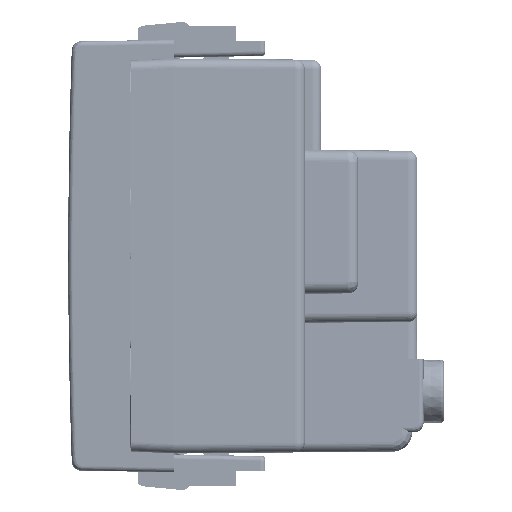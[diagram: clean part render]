
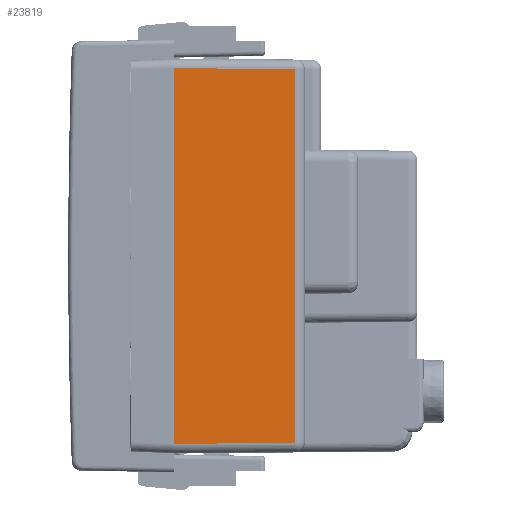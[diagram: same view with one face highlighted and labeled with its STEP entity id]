
A CAD part, left-side view. The second image highlights one B-rep face of the part: STEP entity #23819.
In plain terms, the highlighted face is planar.
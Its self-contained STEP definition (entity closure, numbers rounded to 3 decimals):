
#8294=DIRECTION('',(0.017,-0.009,1.));
#8295=VECTOR('',#8294,12.52);
#8296=CARTESIAN_POINT('',(32.782,-19.344,29.183));
#8297=LINE('',#8296,#8295);
#8298=DIRECTION('',(0.,1.,0.));
#8299=VECTOR('',#8298,38.907);
#8300=CARTESIAN_POINT('',(33.,-19.454,41.7));
#8301=LINE('',#8300,#8299);
#8302=DIRECTION('',(-0.017,-0.009,-1.));
#8303=VECTOR('',#8302,12.52);
#8304=CARTESIAN_POINT('',(33.,19.454,41.7));
#8305=LINE('',#8304,#8303);
#8306=DIRECTION('',(0.,-1.,0.));
#8307=VECTOR('',#8306,38.689);
#8308=CARTESIAN_POINT('',(32.782,19.344,29.183));
#8309=LINE('',#8308,#8307);
#11816=CARTESIAN_POINT('',(32.782,-19.344,
29.183));
#11817=CARTESIAN_POINT('',(33.,-19.454,41.7));
#11818=VERTEX_POINT('',#11816);
#11819=VERTEX_POINT('',#11817);
#11828=CARTESIAN_POINT('',(32.782,19.344,29.183));
#11829=VERTEX_POINT('',#11828);
#11834=CARTESIAN_POINT('',(33.,19.454,41.7));
#11835=VERTEX_POINT('',#11834);
#23806=CARTESIAN_POINT('',(33.,21.521,41.7));
#23807=DIRECTION('',(-1.,0.,0.017));
#23808=DIRECTION('',(0.,1.,0.));
#23809=AXIS2_PLACEMENT_3D('',#23806,#23807,#23808);
#23810=PLANE('',#23809);
#23811=ORIENTED_EDGE('',*,*,#23795,.T.);
#23813=ORIENTED_EDGE('',*,*,#23812,.T.);
#23815=ORIENTED_EDGE('',*,*,#23814,.T.);
#23816=ORIENTED_EDGE('',*,*,#23684,.T.);
#23817=EDGE_LOOP('',(#23811,#23813,#23815,#23816));
#23818=FACE_OUTER_BOUND('',#23817,.F.);
#23819=ADVANCED_FACE('',(#23818),#23810,.F.);
#23684=EDGE_CURVE('',#11829,#11818,#8309,.T.);
#23795=EDGE_CURVE('',#11818,#11819,#8297,.T.);
#23812=EDGE_CURVE('',#11819,#11835,#8301,.T.);
#23814=EDGE_CURVE('',#11835,#11829,#8305,.T.);
